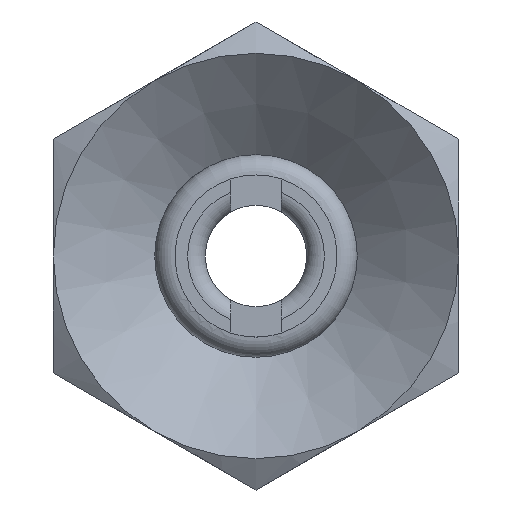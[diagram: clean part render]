
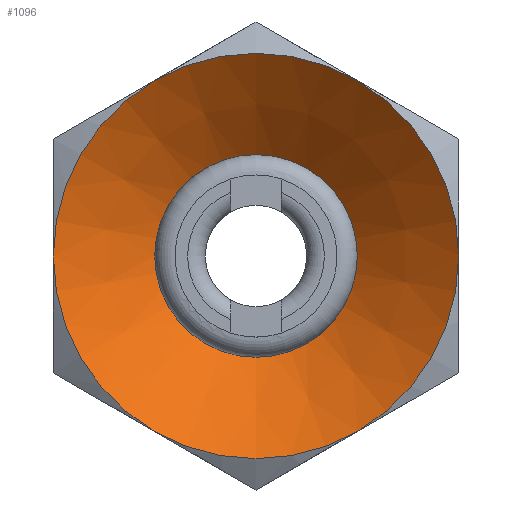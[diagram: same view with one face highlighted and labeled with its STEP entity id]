
A CAD part, front view. The second image highlights one B-rep face of the part: STEP entity #1096.
In plain terms, the highlighted conical face has half-angle 50 degrees and reference radius 2 mm.
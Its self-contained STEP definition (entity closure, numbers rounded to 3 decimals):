
#26=CONICAL_SURFACE('',#1179,2.,0.873);
#102=CIRCLE('',#1178,2.);
#103=CIRCLE('',#1180,4.);
#191=ORIENTED_EDGE('',*,*,#374,.T.);
#192=ORIENTED_EDGE('',*,*,#373,.F.);
#373=EDGE_CURVE('',#450,#450,#102,.T.);
#374=EDGE_CURVE('',#451,#451,#103,.T.);
#450=VERTEX_POINT('',#1636);
#451=VERTEX_POINT('',#1639);
#563=EDGE_LOOP('',(#191));
#564=EDGE_LOOP('',(#192));
#639=FACE_BOUND('',#563,.T.);
#640=FACE_BOUND('',#564,.T.);
#1096=ADVANCED_FACE('',(#639,#640),#26,.F.);
#1178=AXIS2_PLACEMENT_3D('',#1635,#1341,#1342);
#1179=AXIS2_PLACEMENT_3D('',#1637,#1343,#1344);
#1180=AXIS2_PLACEMENT_3D('',#1638,#1345,#1346);
#1341=DIRECTION('',(0.,-1.,0.));
#1342=DIRECTION('',(0.,0.,-1.));
#1343=DIRECTION('',(0.,-1.,0.));
#1344=DIRECTION('',(0.,0.,-1.));
#1345=DIRECTION('',(0.,-1.,0.));
#1346=DIRECTION('',(0.,0.,-1.));
#1635=CARTESIAN_POINT('',(0.,1.678,0.));
#1636=CARTESIAN_POINT('',(0.,1.678,-2.));
#1637=CARTESIAN_POINT('',(0.,1.678,0.));
#1638=CARTESIAN_POINT('',(0.,0.,0.));
#1639=CARTESIAN_POINT('',(0.,0.,-4.));
